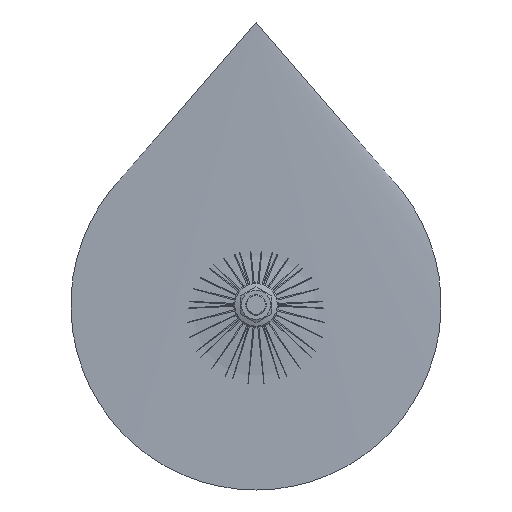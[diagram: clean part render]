
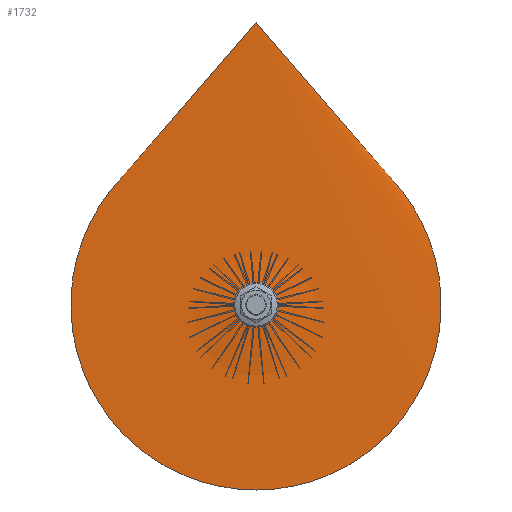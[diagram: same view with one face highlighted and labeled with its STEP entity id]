
A CAD part, left-side view. The second image highlights one B-rep face of the part: STEP entity #1732.
In plain terms, the highlighted toroidal (fillet/blend) face has major radius 68.367 mm and minor radius 521.583 mm.
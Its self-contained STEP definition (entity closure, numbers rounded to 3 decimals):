
#356 = FACE_OUTER_BOUND ( 'NONE', #669, .T. ) ;
#358 = TOROIDAL_SURFACE ( 'NONE', #1016, -68.367, 521.583 ) ;
#470 = CIRCLE ( 'NONE', #1060, 5.113 ) ;
#669 = EDGE_LOOP ( 'NONE', ( #2389 ) ) ;
#908 = VERTEX_POINT ( 'NONE', #1847 ) ;
#1016 = AXIS2_PLACEMENT_3D ( 'NONE', #1365, #1346, #1358 ) ;
#1060 = AXIS2_PLACEMENT_3D ( 'NONE', #1775, #1769, #1765 ) ;
#1346 = DIRECTION ( 'NONE',  ( -1., 0., 0. ) ) ;
#1358 = DIRECTION ( 'NONE',  ( 0., 0., 1. ) ) ;
#1365 = CARTESIAN_POINT ( 'NONE',  ( -461.583, 0., 0.8 ) ) ;
#1468 = EDGE_CURVE ( 'NONE', #908, #908, #470, .T. ) ;
#1732 = ADVANCED_FACE ( 'NONE', ( #356 ), #358, .T. ) ;
#1765 = DIRECTION ( 'NONE',  ( 0., 0., 1. ) ) ;
#1769 = DIRECTION ( 'NONE',  ( -1., 0., 0. ) ) ;
#1775 = CARTESIAN_POINT ( 'NONE',  ( 54.798, 0., 0.8 ) ) ;
#1847 = CARTESIAN_POINT ( 'NONE',  ( 54.798, 0., 5.913 ) ) ;
#2389 = ORIENTED_EDGE ( 'NONE', *, *, #1468, .F. ) ;
